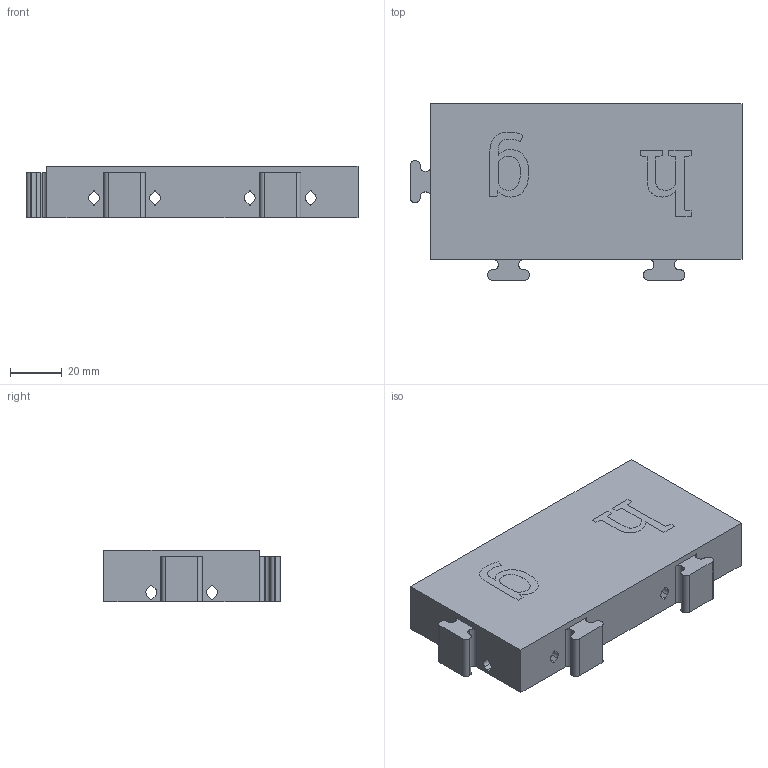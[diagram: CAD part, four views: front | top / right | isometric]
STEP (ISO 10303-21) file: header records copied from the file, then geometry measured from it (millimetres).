
FILE_DESCRIPTION(/* description */ ('STEP AP242','CAx-IF Rec.Pracs.---Representation and Presentation of Product Manufacturing Information (PMI)---4.0---2014-10-13','CAx-IF Rec.Pracs.---3D Tessellated Geometry---0.4---2014-09-14','2;1'),/* implementation_level */ '2;1');
FILE_NAME(/* name */ '68b4a0144b8ab12b40e18ec1',/* time_stamp */ '2025-08-31T19:18:45Z',/* author */ (''),/* organization */ (''),/* preprocessor_version */ 'ST-DEVELOPER v20',/* originating_system */ 'ONSHAPE BY PTC INC, 1.203',/* authorisation */ ' ');
FILE_SCHEMA (('AP242_MANAGED_MODEL_BASED_3D_ENGINEERING_MIM_LF { 1 0 10303 442 1 1 4 }'));
Length unit declared in the file: metre
Products named in the file (3): FE2x1-TTFS-ChessCoord-hg; Part 207; Part 208
Bounding box: 127.95 x 67.97 x 20 mm (x, y, z)
Volume: 134452.9 mm3; surface area: 33595.9 mm2
Topology: 3 solids, 3 shells, 295 faces, 898 edges, 598 vertices
Faces by surface type: plane 155, cylinder 76, bspline 62, cone 2
Full cylindrical faces by diameter (mm): 14 x2
Entity records: 10447 total; most frequent: CARTESIAN_POINT 2600, ORIENTED_EDGE 1788, DIRECTION 1396, EDGE_CURVE 894, VERTEX_POINT 598, LINE 552, VECTOR 552, AXIS2_PLACEMENT_3D 422
